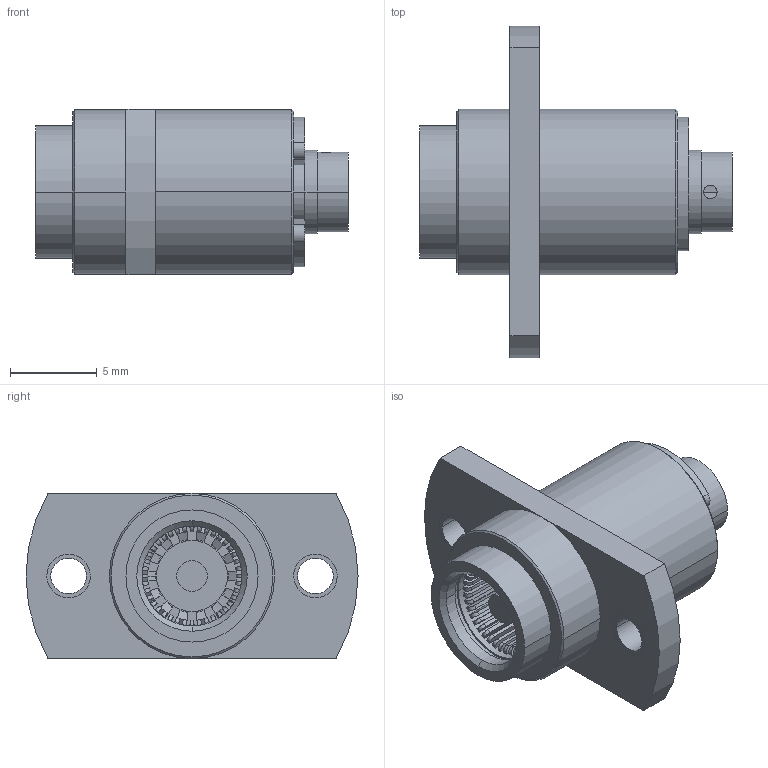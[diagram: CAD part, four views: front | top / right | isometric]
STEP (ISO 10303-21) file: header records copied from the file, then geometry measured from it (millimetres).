
FILE_DESCRIPTION (( 'STEP AP214' ), '1' );
FILE_NAME ('FMCN5159_3D.step', '2024-10-15T22:11:01', ( '' ), ( '' ), 'SwSTEP 2.0', 'SolidWorks 2022', '' );
FILE_SCHEMA (( 'AUTOMOTIVE_DESIGN' ));
Length unit declared in the file: inch
Products named in the file (5): BMA8326-0141-M25^FMCN5159; BMA8100-2^FMCN5159; BMA8326S-0141-8^FMCN5159; BMA8100-3^FMCN5159; FMCN5159_3D
Assembly tree (4 placements, depth 2):
  FMCN5159_3D
    BMA8326-0141-M25^FMCN5159
    BMA8100-3^FMCN5159
    BMA8100-2^FMCN5159
    BMA8326S-0141-8^FMCN5159
Bounding box: 18 x 19.1 x 9.5 mm (x, y, z)
Volume: 35.5 mm3; surface area: 1423.5 mm2
Topology: 3 solids, 7 shells, 496 faces, 1285 edges, 844 vertices
Faces by surface type: plane 218, cylinder 115, cone 83, torus 80
Entity records: 15821 total; most frequent: DIRECTION 2929, CARTESIAN_POINT 2817, ORIENTED_EDGE 2562, EDGE_CURVE 1285, AXIS2_PLACEMENT_3D 1156, VERTEX_POINT 844, CIRCLE 652, LINE 617
